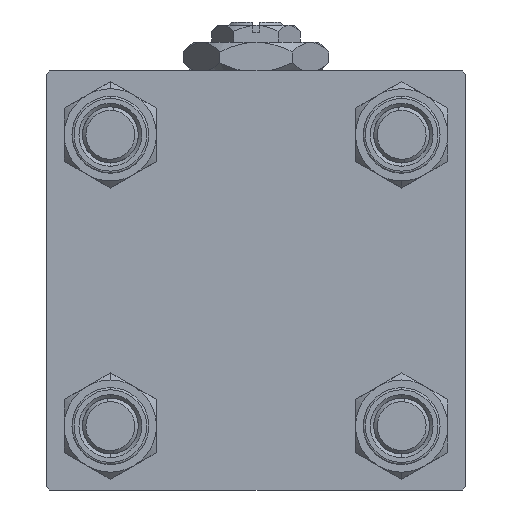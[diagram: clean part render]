
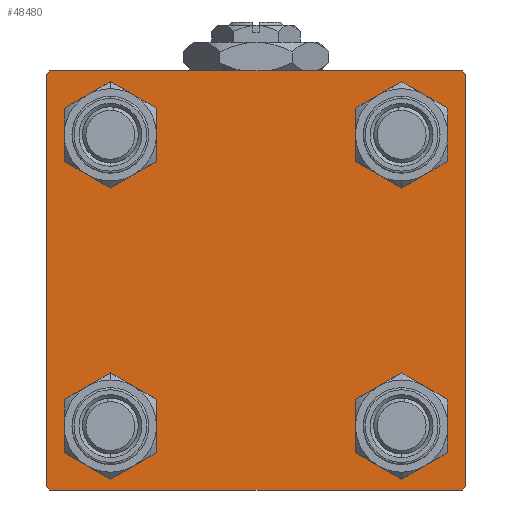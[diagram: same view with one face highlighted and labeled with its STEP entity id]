
A CAD part, left-side view. The second image highlights one B-rep face of the part: STEP entity #48480.
In plain terms, the highlighted planar face has unit normal (-1, 0, 0).
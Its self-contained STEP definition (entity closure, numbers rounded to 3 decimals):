
#182 = CARTESIAN_POINT ( 'NONE',  ( 0., 20.85, 20.85 ) ) ;
#559 = EDGE_CURVE ( 'NONE', #8700, #3542, #6761, .T. ) ;
#989 = CIRCLE ( 'NONE', #29497, 4.5 ) ;
#992 = DIRECTION ( 'NONE',  ( 1., 0., 0. ) ) ;
#1590 = ORIENTED_EDGE ( 'NONE', *, *, #18714, .T. ) ;
#2048 = CARTESIAN_POINT ( 'NONE',  ( 0., 20.85, 16.35 ) ) ;
#2422 = DIRECTION ( 'NONE',  ( 0., 0., 1. ) ) ;
#2728 = CARTESIAN_POINT ( 'NONE',  ( 0., 20.85, -16.35 ) ) ;
#3257 = DIRECTION ( 'NONE',  ( 1., 0., 0. ) ) ;
#3311 = DIRECTION ( 'NONE',  ( 0., 0., -1. ) ) ;
#3400 = VECTOR ( 'NONE', #23100, 1000. ) ;
#3542 = VERTEX_POINT ( 'NONE', #47153 ) ;
#3694 = ORIENTED_EDGE ( 'NONE', *, *, #42987, .T. ) ;
#4223 = ORIENTED_EDGE ( 'NONE', *, *, #33313, .F. ) ;
#4341 = VECTOR ( 'NONE', #19102, 1000. ) ;
#4378 = CARTESIAN_POINT ( 'NONE',  ( 0., -20.85, -20.85 ) ) ;
#4699 = DIRECTION ( 'NONE',  ( 1., 0., 0. ) ) ;
#4769 = DIRECTION ( 'NONE',  ( 0., 0., 1. ) ) ;
#4887 = ORIENTED_EDGE ( 'NONE', *, *, #18796, .T. ) ;
#5604 = AXIS2_PLACEMENT_3D ( 'NONE', #29810, #50141, #46343 ) ;
#6121 = CARTESIAN_POINT ( 'NONE',  ( 0., 30., -30. ) ) ;
#6231 = ORIENTED_EDGE ( 'NONE', *, *, #33358, .T. ) ;
#6237 = VECTOR ( 'NONE', #49587, 1000. ) ;
#6296 = EDGE_CURVE ( 'NONE', #35474, #19710, #36155, .T. ) ;
#6537 = DIRECTION ( 'NONE',  ( 0., 0.707, -0.707 ) ) ;
#6593 = CARTESIAN_POINT ( 'NONE',  ( 0., -30., 30. ) ) ;
#6748 = LINE ( 'NONE', #47370, #51469 ) ;
#6761 = CIRCLE ( 'NONE', #44777, 4.5 ) ;
#6763 = CARTESIAN_POINT ( 'NONE',  ( 0., 0., 0. ) ) ;
#7362 = LINE ( 'NONE', #8159, #6237 ) ;
#8159 = CARTESIAN_POINT ( 'NONE',  ( 0., 30., 30. ) ) ;
#8700 = VERTEX_POINT ( 'NONE', #36981 ) ;
#8980 = VERTEX_POINT ( 'NONE', #10167 ) ;
#9406 = DIRECTION ( 'NONE',  ( 0., 0.707, 0.707 ) ) ;
#9471 = CARTESIAN_POINT ( 'NONE',  ( 0., 20.85, -20.85 ) ) ;
#9732 = DIRECTION ( 'NONE',  ( 1., 0., 0. ) ) ;
#10167 = CARTESIAN_POINT ( 'NONE',  ( 0., 30., -29.5 ) ) ;
#10553 = EDGE_LOOP ( 'NONE', ( #1590, #50904 ) ) ;
#10823 = FACE_BOUND ( 'NONE', #32173, .T. ) ;
#11016 = EDGE_LOOP ( 'NONE', ( #6231, #4887, #43020, #52503, #4223, #28362, #39847, #31067 ) ) ;
#11094 = EDGE_CURVE ( 'NONE', #29499, #11677, #989, .T. ) ;
#11348 = FACE_BOUND ( 'NONE', #10553, .T. ) ;
#11677 = VERTEX_POINT ( 'NONE', #33899 ) ;
#12814 = EDGE_CURVE ( 'NONE', #42581, #45979, #7362, .T. ) ;
#12906 = VECTOR ( 'NONE', #3311, 1000. ) ;
#13618 = VECTOR ( 'NONE', #6537, 1000. ) ;
#13721 = CARTESIAN_POINT ( 'NONE',  ( 0., 29.5, -30. ) ) ;
#14326 = ORIENTED_EDGE ( 'NONE', *, *, #559, .T. ) ;
#14362 = CARTESIAN_POINT ( 'NONE',  ( 0., 20.85, -20.85 ) ) ;
#15706 = EDGE_LOOP ( 'NONE', ( #51726, #3694 ) ) ;
#15923 = DIRECTION ( 'NONE',  ( -1., 0., 0. ) ) ;
#16731 = CARTESIAN_POINT ( 'NONE',  ( 0., -30., 29.5 ) ) ;
#18142 = EDGE_CURVE ( 'NONE', #48511, #45979, #29162, .T. ) ;
#18714 = EDGE_CURVE ( 'NONE', #11677, #29499, #36711, .T. ) ;
#18796 = EDGE_CURVE ( 'NONE', #8980, #35474, #6748, .T. ) ;
#18865 = ORIENTED_EDGE ( 'NONE', *, *, #34337, .T. ) ;
#19102 = DIRECTION ( 'NONE',  ( 0., -1., 0. ) ) ;
#19285 = CARTESIAN_POINT ( 'NONE',  ( 0., -30., -29.5 ) ) ;
#19710 = VERTEX_POINT ( 'NONE', #47709 ) ;
#19719 = DIRECTION ( 'NONE',  ( 1., 0., 0. ) ) ;
#20282 = CIRCLE ( 'NONE', #5604, 4.5 ) ;
#20874 = VERTEX_POINT ( 'NONE', #40716 ) ;
#21369 = DIRECTION ( 'NONE',  ( 0., 0., 1. ) ) ;
#22159 = EDGE_CURVE ( 'NONE', #3542, #8700, #20282, .T. ) ;
#22217 = CIRCLE ( 'NONE', #46469, 4.5 ) ;
#22324 = AXIS2_PLACEMENT_3D ( 'NONE', #4378, #30095, #45545 ) ;
#23100 = DIRECTION ( 'NONE',  ( 0., 0., -1. ) ) ;
#23266 = VERTEX_POINT ( 'NONE', #2728 ) ;
#23366 = LINE ( 'NONE', #52614, #12906 ) ;
#23731 = VECTOR ( 'NONE', #9406, 1000. ) ;
#24013 = CARTESIAN_POINT ( 'NONE',  ( 0., 29.5, 30. ) ) ;
#24399 = VERTEX_POINT ( 'NONE', #19285 ) ;
#25919 = VERTEX_POINT ( 'NONE', #50026 ) ;
#27342 = FACE_BOUND ( 'NONE', #15706, .T. ) ;
#28362 = ORIENTED_EDGE ( 'NONE', *, *, #18142, .T. ) ;
#28615 = EDGE_CURVE ( 'NONE', #23266, #51601, #22217, .T. ) ;
#29162 = LINE ( 'NONE', #46499, #23731 ) ;
#29497 = AXIS2_PLACEMENT_3D ( 'NONE', #182, #992, #4769 ) ;
#29499 = VERTEX_POINT ( 'NONE', #2048 ) ;
#29810 = CARTESIAN_POINT ( 'NONE',  ( 0., -20.85, 20.85 ) ) ;
#30039 = CARTESIAN_POINT ( 'NONE',  ( 0., 20.85, 20.85 ) ) ;
#30095 = DIRECTION ( 'NONE',  ( 1., 0., 0. ) ) ;
#30369 = LINE ( 'NONE', #35505, #13618 ) ;
#30408 = LINE ( 'NONE', #46933, #35380 ) ;
#30587 = CARTESIAN_POINT ( 'NONE',  ( 0., -29.5, 30. ) ) ;
#30638 = AXIS2_PLACEMENT_3D ( 'NONE', #14362, #4699, #34685 ) ;
#31067 = ORIENTED_EDGE ( 'NONE', *, *, #53149, .T. ) ;
#31436 = CARTESIAN_POINT ( 'NONE',  ( 0., -20.85, -20.85 ) ) ;
#32173 = EDGE_LOOP ( 'NONE', ( #47259, #18865 ) ) ;
#32404 = EDGE_CURVE ( 'NONE', #19710, #24399, #30408, .T. ) ;
#32442 = CARTESIAN_POINT ( 'NONE',  ( 0., 30., 29.5 ) ) ;
#33313 = EDGE_CURVE ( 'NONE', #48511, #24399, #51285, .T. ) ;
#33358 = EDGE_CURVE ( 'NONE', #47241, #8980, #23366, .T. ) ;
#33899 = CARTESIAN_POINT ( 'NONE',  ( 0., 20.85, 25.35 ) ) ;
#34144 = AXIS2_PLACEMENT_3D ( 'NONE', #30039, #34386, #37903 ) ;
#34319 = AXIS2_PLACEMENT_3D ( 'NONE', #6763, #15923, #2422 ) ;
#34337 = EDGE_CURVE ( 'NONE', #20874, #25919, #43097, .T. ) ;
#34386 = DIRECTION ( 'NONE',  ( 1., 0., 0. ) ) ;
#34449 = EDGE_CURVE ( 'NONE', #25919, #20874, #36174, .T. ) ;
#34685 = DIRECTION ( 'NONE',  ( 0., 0., 1. ) ) ;
#35380 = VECTOR ( 'NONE', #38796, 1000. ) ;
#35474 = VERTEX_POINT ( 'NONE', #13721 ) ;
#35505 = CARTESIAN_POINT ( 'NONE',  ( 0., 29.75, 29.75 ) ) ;
#36155 = LINE ( 'NONE', #6121, #4341 ) ;
#36174 = CIRCLE ( 'NONE', #45806, 4.5 ) ;
#36711 = CIRCLE ( 'NONE', #34144, 4.5 ) ;
#36981 = CARTESIAN_POINT ( 'NONE',  ( 0., -20.85, 25.35 ) ) ;
#37903 = DIRECTION ( 'NONE',  ( 0., 0., 1. ) ) ;
#38639 = EDGE_LOOP ( 'NONE', ( #14326, #45651 ) ) ;
#38796 = DIRECTION ( 'NONE',  ( 0., -0.707, 0.707 ) ) ;
#39511 = CARTESIAN_POINT ( 'NONE',  ( 0., -20.85, 20.85 ) ) ;
#39847 = ORIENTED_EDGE ( 'NONE', *, *, #12814, .F. ) ;
#40305 = DIRECTION ( 'NONE',  ( 0., 0., 1. ) ) ;
#40716 = CARTESIAN_POINT ( 'NONE',  ( 0., -20.85, -25.35 ) ) ;
#42581 = VERTEX_POINT ( 'NONE', #24013 ) ;
#42743 = CIRCLE ( 'NONE', #30638, 4.5 ) ;
#42987 = EDGE_CURVE ( 'NONE', #51601, #23266, #42743, .T. ) ;
#43020 = ORIENTED_EDGE ( 'NONE', *, *, #6296, .T. ) ;
#43097 = CIRCLE ( 'NONE', #22324, 4.5 ) ;
#44777 = AXIS2_PLACEMENT_3D ( 'NONE', #39511, #19719, #40305 ) ;
#45545 = DIRECTION ( 'NONE',  ( 0., 0., 1. ) ) ;
#45651 = ORIENTED_EDGE ( 'NONE', *, *, #22159, .T. ) ;
#45806 = AXIS2_PLACEMENT_3D ( 'NONE', #31436, #3257, #48220 ) ;
#45979 = VERTEX_POINT ( 'NONE', #30587 ) ;
#46343 = DIRECTION ( 'NONE',  ( 0., 0., 1. ) ) ;
#46469 = AXIS2_PLACEMENT_3D ( 'NONE', #9471, #9732, #21369 ) ;
#46499 = CARTESIAN_POINT ( 'NONE',  ( 0., -29.75, 29.75 ) ) ;
#46933 = CARTESIAN_POINT ( 'NONE',  ( 0., -29.75, -29.75 ) ) ;
#47153 = CARTESIAN_POINT ( 'NONE',  ( 0., -20.85, 16.35 ) ) ;
#47241 = VERTEX_POINT ( 'NONE', #32442 ) ;
#47259 = ORIENTED_EDGE ( 'NONE', *, *, #34449, .T. ) ;
#47370 = CARTESIAN_POINT ( 'NONE',  ( 0., 29.75, -29.75 ) ) ;
#47709 = CARTESIAN_POINT ( 'NONE',  ( 0., -29.5, -30. ) ) ;
#47909 = PLANE ( 'NONE',  #34319 ) ;
#48160 = DIRECTION ( 'NONE',  ( 0., -0.707, -0.707 ) ) ;
#48220 = DIRECTION ( 'NONE',  ( 0., 0., 1. ) ) ;
#48480 = ADVANCED_FACE ( 'NONE', ( #53047, #10823, #27342, #11348, #52787 ), #47909, .T. ) ;
#48511 = VERTEX_POINT ( 'NONE', #16731 ) ;
#49587 = DIRECTION ( 'NONE',  ( 0., -1., 0. ) ) ;
#50026 = CARTESIAN_POINT ( 'NONE',  ( 0., -20.85, -16.35 ) ) ;
#50141 = DIRECTION ( 'NONE',  ( 1., 0., 0. ) ) ;
#50327 = CARTESIAN_POINT ( 'NONE',  ( 0., 20.85, -25.35 ) ) ;
#50904 = ORIENTED_EDGE ( 'NONE', *, *, #11094, .T. ) ;
#51285 = LINE ( 'NONE', #6593, #3400 ) ;
#51469 = VECTOR ( 'NONE', #48160, 1000. ) ;
#51601 = VERTEX_POINT ( 'NONE', #50327 ) ;
#51726 = ORIENTED_EDGE ( 'NONE', *, *, #28615, .T. ) ;
#52503 = ORIENTED_EDGE ( 'NONE', *, *, #32404, .T. ) ;
#52614 = CARTESIAN_POINT ( 'NONE',  ( 0., 30., 30. ) ) ;
#52787 = FACE_OUTER_BOUND ( 'NONE', #11016, .T. ) ;
#53047 = FACE_BOUND ( 'NONE', #38639, .T. ) ;
#53149 = EDGE_CURVE ( 'NONE', #42581, #47241, #30369, .T. ) ;
